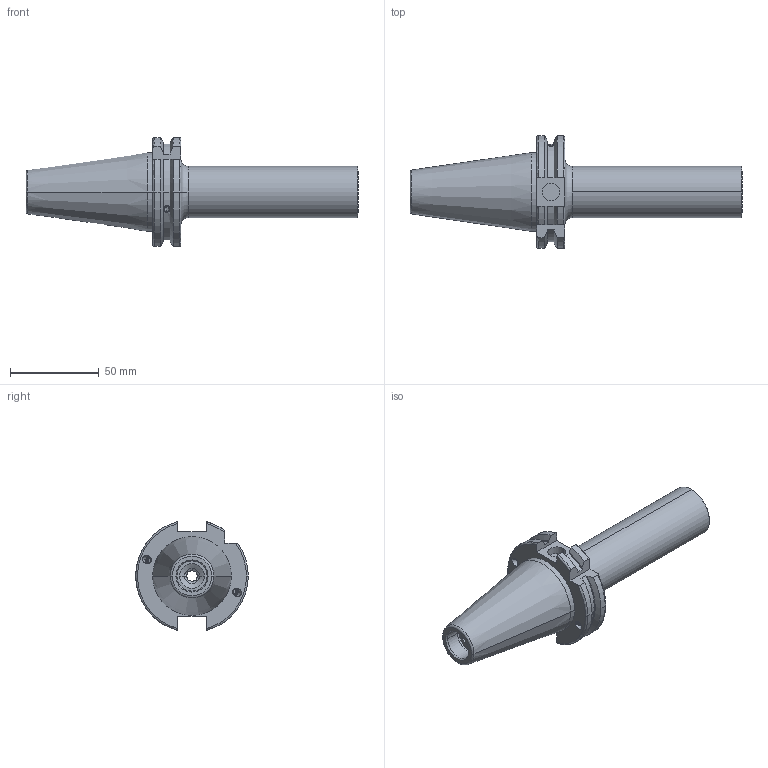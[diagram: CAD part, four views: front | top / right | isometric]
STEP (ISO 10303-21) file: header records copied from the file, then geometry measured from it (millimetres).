
FILE_DESCRIPTION (( 'STEP AP203' ), '1' );
FILE_NAME ('FWS409H-TMS16119.STEP', '2024-08-23T11:18:54', ( '' ), ( '' ), 'SwSTEP 2.0', 'SolidWorks 2024', '' );
FILE_SCHEMA (( 'CONFIG_CONTROL_DESIGN' ));
Length unit declared in the file: millimetre
Products named in the file (4): GS-M4X4-COATING_DIN 913 - M4 x 4-N; FWS409H-TMS16119; GS-M4X4_DIN 913 - M4 x 4-N; SK40TMS16119FWW
Assembly tree (5 placements, depth 2):
  FWS409H-TMS16119
    SK40TMS16119FWW
    GS-M4X4_DIN 913 - M4 x 4-N  x2
    GS-M4X4-COATING_DIN 913 - M4 x 4-N  x2
Bounding box: 187.5 x 63.55 x 61.48 mm (x, y, z)
Volume: 161181.5 mm3; surface area: 32832.9 mm2
Topology: 5 solids, 5 shells, 247 faces, 610 edges, 385 vertices
Faces by surface type: cone 95, cylinder 74, plane 64, torus 14
Entity records: 6179 total; most frequent: CARTESIAN_POINT 1344, DIRECTION 975, ORIENTED_EDGE 892, EDGE_CURVE 446, AXIS2_PLACEMENT_3D 392, VERTEX_POINT 283, CIRCLE 205, EDGE_LOOP 199
